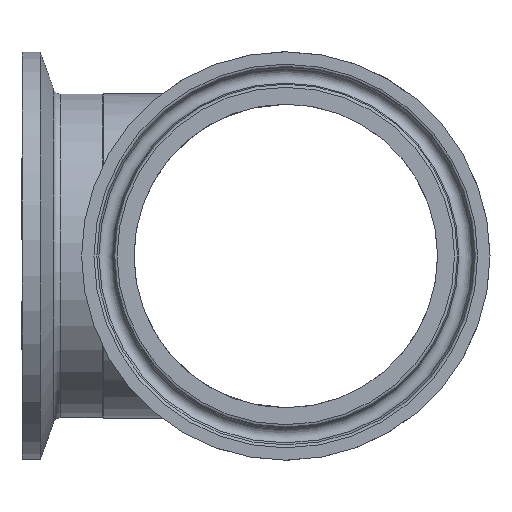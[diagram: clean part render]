
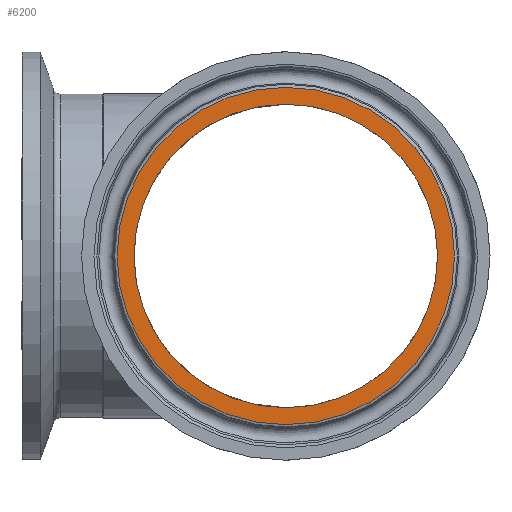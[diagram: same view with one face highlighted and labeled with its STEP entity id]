
A CAD part, left-side view. The second image highlights one B-rep face of the part: STEP entity #6200.
In plain terms, the highlighted planar face has unit normal (-1, 0, 0).
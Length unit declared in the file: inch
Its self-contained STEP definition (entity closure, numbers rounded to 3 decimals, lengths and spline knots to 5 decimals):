
#134=FACE_BOUND('',#1192,.T.);
#135=FACE_BOUND('',#1193,.T.);
#442=PLANE('',#6568);
#1192=EDGE_LOOP('',(#5697));
#1193=EDGE_LOOP('',(#5698));
#2460=CIRCLE('',#6558,0.935);
#2464=CIRCLE('',#6565,1.03916);
#3067=VERTEX_POINT('',#13547);
#3071=VERTEX_POINT('',#13558);
#3950=EDGE_CURVE('',#3067,#3067,#2460,.T.);
#3954=EDGE_CURVE('',#3071,#3071,#2464,.T.);
#5697=ORIENTED_EDGE('',*,*,#3950,.T.);
#5698=ORIENTED_EDGE('',*,*,#3954,.F.);
#6200=ADVANCED_FACE('',(#134,#135),#442,.T.);
#6558=AXIS2_PLACEMENT_3D('',#13548,#7671,#7672);
#6565=AXIS2_PLACEMENT_3D('',#13559,#7685,#7686);
#6568=AXIS2_PLACEMENT_3D('',#13563,#7691,#7692);
#7671=DIRECTION('center_axis',(1.,0.,0.));
#7672=DIRECTION('ref_axis',(0.,0.,-1.));
#7685=DIRECTION('center_axis',(1.,0.,0.));
#7686=DIRECTION('ref_axis',(0.,-1.,0.));
#7691=DIRECTION('center_axis',(-1.,0.,0.));
#7692=DIRECTION('ref_axis',(0.,0.,1.));
#13547=CARTESIAN_POINT('',(0.,0.935,0.));
#13548=CARTESIAN_POINT('Origin',(0.,0.,0.));
#13558=CARTESIAN_POINT('',(0.,1.03916,0.));
#13559=CARTESIAN_POINT('Origin',(0.,0.,0.));
#13563=CARTESIAN_POINT('Origin',(0.,1.05316,0.));
